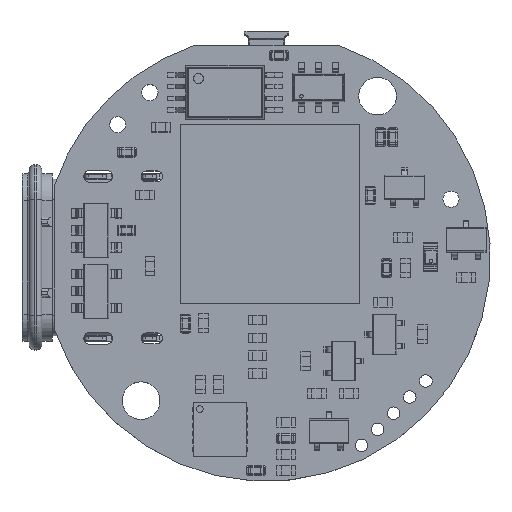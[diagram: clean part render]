
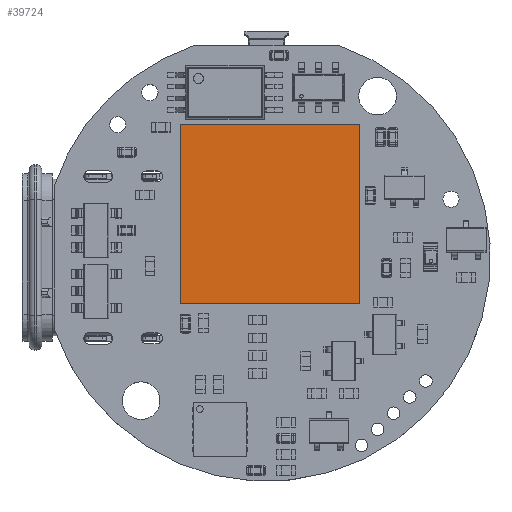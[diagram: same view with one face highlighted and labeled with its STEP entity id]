
A CAD part, top view. The second image highlights one B-rep face of the part: STEP entity #39724.
In plain terms, the highlighted planar face has unit normal (0, 0, 1).
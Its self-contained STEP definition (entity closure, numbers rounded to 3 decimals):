
#39595 = VERTEX_POINT('',#39596);
#39596 = CARTESIAN_POINT('',(-5.,5.,6.8));
#39602 = EDGE_CURVE('',#39595,#39603,#39605,.T.);
#39603 = VERTEX_POINT('',#39604);
#39604 = CARTESIAN_POINT('',(-5.,-5.,6.8));
#39605 = LINE('',#39606,#39607);
#39606 = CARTESIAN_POINT('',(-5.,5.,6.8));
#39607 = VECTOR('',#39608,1.);
#39608 = DIRECTION('',(0.,-1.,0.));
#39633 = EDGE_CURVE('',#39603,#39634,#39636,.T.);
#39634 = VERTEX_POINT('',#39635);
#39635 = CARTESIAN_POINT('',(5.,-5.,6.8));
#39636 = LINE('',#39637,#39638);
#39637 = CARTESIAN_POINT('',(-5.,-5.,6.8));
#39638 = VECTOR('',#39639,1.);
#39639 = DIRECTION('',(1.,0.,0.));
#39664 = EDGE_CURVE('',#39634,#39665,#39667,.T.);
#39665 = VERTEX_POINT('',#39666);
#39666 = CARTESIAN_POINT('',(5.,5.,6.8));
#39667 = LINE('',#39668,#39669);
#39668 = CARTESIAN_POINT('',(5.,-5.,6.8));
#39669 = VECTOR('',#39670,1.);
#39670 = DIRECTION('',(0.,1.,0.));
#39695 = EDGE_CURVE('',#39665,#39595,#39696,.T.);
#39696 = LINE('',#39697,#39698);
#39697 = CARTESIAN_POINT('',(5.,5.,6.8));
#39698 = VECTOR('',#39699,1.);
#39699 = DIRECTION('',(-1.,0.,0.));
#39724 = ADVANCED_FACE('',(#39725),#39731,.F.);
#39725 = FACE_BOUND('',#39726,.T.);
#39726 = EDGE_LOOP('',(#39727,#39728,#39729,#39730));
#39727 = ORIENTED_EDGE('',*,*,#39602,.T.);
#39728 = ORIENTED_EDGE('',*,*,#39633,.T.);
#39729 = ORIENTED_EDGE('',*,*,#39664,.T.);
#39730 = ORIENTED_EDGE('',*,*,#39695,.T.);
#39731 = PLANE('',#39732);
#39732 = AXIS2_PLACEMENT_3D('',#39733,#39734,#39735);
#39733 = CARTESIAN_POINT('',(-5.,5.,6.8));
#39734 = DIRECTION('',(0.,0.,-1.));
#39735 = DIRECTION('',(-1.,0.,0.));
